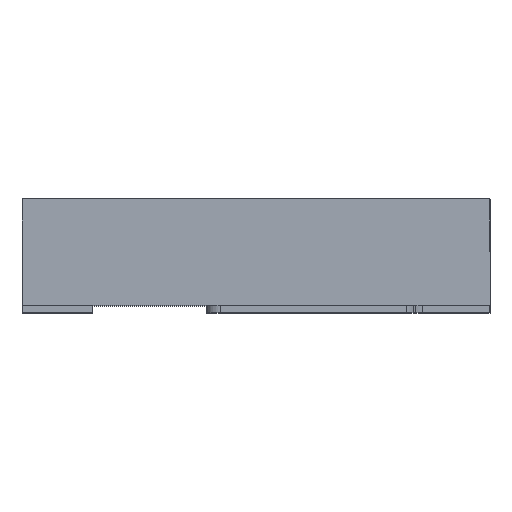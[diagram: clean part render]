
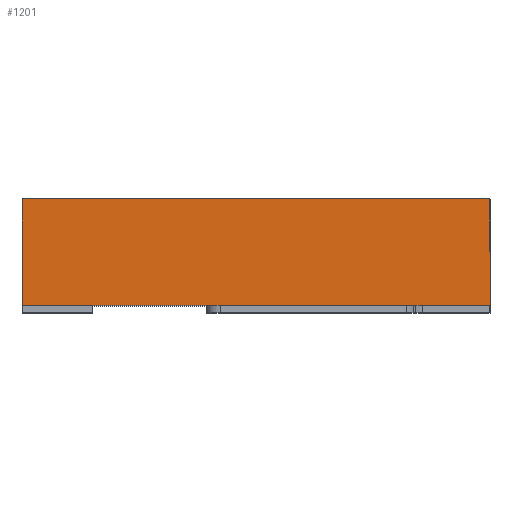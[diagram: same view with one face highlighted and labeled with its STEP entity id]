
A CAD part, top view. The second image highlights one B-rep face of the part: STEP entity #1201.
In plain terms, the highlighted planar face has unit normal (0, 0, 1).
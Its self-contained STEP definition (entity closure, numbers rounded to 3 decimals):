
#25 = EDGE_LOOP ( 'NONE', ( #62, #2258, #1176, #124 ) ) ;
#62 = ORIENTED_EDGE ( 'NONE', *, *, #528, .F. ) ;
#90 = VERTEX_POINT ( 'NONE', #1553 ) ;
#124 = ORIENTED_EDGE ( 'NONE', *, *, #1494, .F. ) ;
#129 = AXIS2_PLACEMENT_3D ( 'NONE', #3103, #3186, #976 ) ;
#179 = CARTESIAN_POINT ( 'NONE',  ( 1.65, 0.8, 1.65 ) ) ;
#528 = EDGE_CURVE ( 'NONE', #90, #2196, #1733, .T. ) ;
#660 = LINE ( 'NONE', #1806, #3063 ) ;
#685 = PLANE ( 'NONE',  #129 ) ;
#732 = DIRECTION ( 'NONE',  ( 0., -1., 0. ) ) ;
#757 = CARTESIAN_POINT ( 'NONE',  ( -1.65, 0.05, 1.65 ) ) ;
#768 = LINE ( 'NONE', #2434, #1921 ) ;
#976 = DIRECTION ( 'NONE',  ( -1., 0., 0. ) ) ;
#1176 = ORIENTED_EDGE ( 'NONE', *, *, #3081, .T. ) ;
#1201 = ADVANCED_FACE ( 'NONE', ( #3167 ), #685, .F. ) ;
#1314 = DIRECTION ( 'NONE',  ( 0., -1., 0. ) ) ;
#1449 = VERTEX_POINT ( 'NONE', #2543 ) ;
#1494 = EDGE_CURVE ( 'NONE', #2196, #1449, #3316, .T. ) ;
#1553 = CARTESIAN_POINT ( 'NONE',  ( -1.65, 0.8, 1.65 ) ) ;
#1610 = DIRECTION ( 'NONE',  ( 1., 0., 0. ) ) ;
#1725 = DIRECTION ( 'NONE',  ( 1., 0., 0. ) ) ;
#1733 = LINE ( 'NONE', #2789, #1801 ) ;
#1801 = VECTOR ( 'NONE', #1725, 1000. ) ;
#1806 = CARTESIAN_POINT ( 'NONE',  ( -1.65, 6.267, 1.65 ) ) ;
#1921 = VECTOR ( 'NONE', #1610, 1000. ) ;
#2033 = CARTESIAN_POINT ( 'NONE',  ( 1.65, 6.267, 1.65 ) ) ;
#2135 = VECTOR ( 'NONE', #732, 1000. ) ;
#2196 = VERTEX_POINT ( 'NONE', #179 ) ;
#2258 = ORIENTED_EDGE ( 'NONE', *, *, #2689, .T. ) ;
#2305 = VERTEX_POINT ( 'NONE', #757 ) ;
#2434 = CARTESIAN_POINT ( 'NONE',  ( -1.65, 0.05, 1.65 ) ) ;
#2543 = CARTESIAN_POINT ( 'NONE',  ( 1.65, 0.05, 1.65 ) ) ;
#2689 = EDGE_CURVE ( 'NONE', #90, #2305, #660, .T. ) ;
#2789 = CARTESIAN_POINT ( 'NONE',  ( -1.65, 0.8, 1.65 ) ) ;
#3063 = VECTOR ( 'NONE', #1314, 1000. ) ;
#3081 = EDGE_CURVE ( 'NONE', #2305, #1449, #768, .T. ) ;
#3103 = CARTESIAN_POINT ( 'NONE',  ( -1.65, 6.267, 1.65 ) ) ;
#3167 = FACE_OUTER_BOUND ( 'NONE', #25, .T. ) ;
#3186 = DIRECTION ( 'NONE',  ( 0., 0., -1. ) ) ;
#3316 = LINE ( 'NONE', #2033, #2135 ) ;
